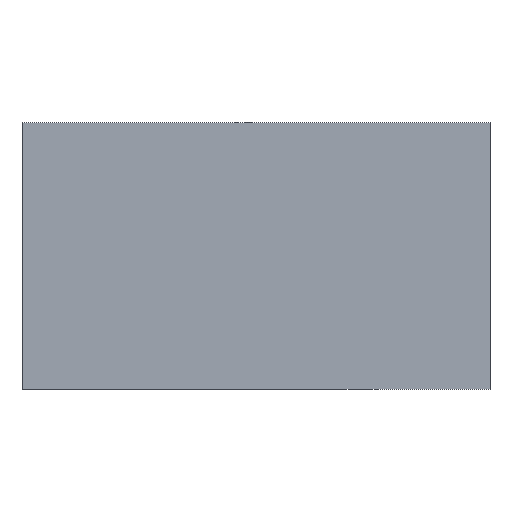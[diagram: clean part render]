
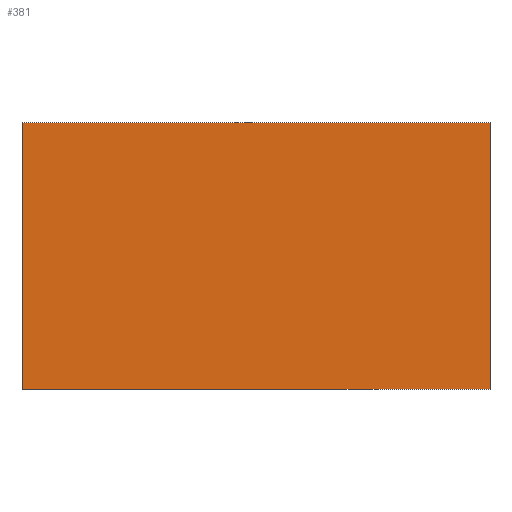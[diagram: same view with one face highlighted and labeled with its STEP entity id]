
A CAD part, left-side view. The second image highlights one B-rep face of the part: STEP entity #381.
In plain terms, the highlighted planar face has unit normal (-1, 0, 0).
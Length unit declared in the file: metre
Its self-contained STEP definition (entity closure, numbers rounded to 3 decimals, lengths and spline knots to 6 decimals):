
#19=PLANE('',#420);
#80=ORIENTED_EDGE('',*,*,#150,.F.);
#81=ORIENTED_EDGE('',*,*,#178,.F.);
#82=ORIENTED_EDGE('',*,*,#174,.F.);
#83=ORIENTED_EDGE('',*,*,#179,.T.);
#150=EDGE_CURVE('',#202,#203,#232,.T.);
#174=EDGE_CURVE('',#222,#223,#254,.T.);
#178=EDGE_CURVE('',#223,#202,#258,.F.);
#179=EDGE_CURVE('',#222,#203,#259,.F.);
#202=VERTEX_POINT('',#574);
#203=VERTEX_POINT('',#575);
#222=VERTEX_POINT('',#622);
#223=VERTEX_POINT('',#624);
#232=LINE('',#573,#276);
#254=LINE('',#623,#298);
#258=LINE('',#630,#302);
#259=LINE('',#631,#303);
#276=VECTOR('',#451,1.);
#298=VECTOR('',#487,1.);
#302=VECTOR('',#495,1.);
#303=VECTOR('',#496,1.);
#329=EDGE_LOOP('',(#80,#81,#82,#83));
#355=FACE_BOUND('',#329,.T.);
#381=ADVANCED_FACE('',(#355),#19,.F.);
#420=AXIS2_PLACEMENT_3D('',#629,#493,#494);
#451=DIRECTION('',(0.,-1.,0.));
#487=DIRECTION('',(0.,1.,0.));
#493=DIRECTION('',(1.,0.,0.));
#494=DIRECTION('',(0.,1.,0.));
#495=DIRECTION('',(0.,0.,-1.));
#496=DIRECTION('',(0.,0.,-1.));
#573=CARTESIAN_POINT('',(-0.01425,0.,0.0285));
#574=CARTESIAN_POINT('',(-0.01425,0.025,0.0285));
#575=CARTESIAN_POINT('',(-0.01425,-0.025,0.0285));
#622=CARTESIAN_POINT('',(-0.01425,-0.025,0.));
#623=CARTESIAN_POINT('',(-0.01425,0.,0.));
#624=CARTESIAN_POINT('',(-0.01425,0.025,0.));
#629=CARTESIAN_POINT('',(-0.01425,0.,0.01425));
#630=CARTESIAN_POINT('',(-0.01425,0.025,0.004));
#631=CARTESIAN_POINT('',(-0.01425,-0.025,0.004));
